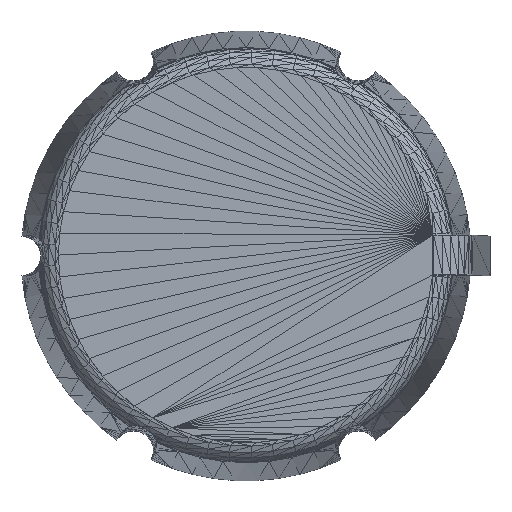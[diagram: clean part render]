
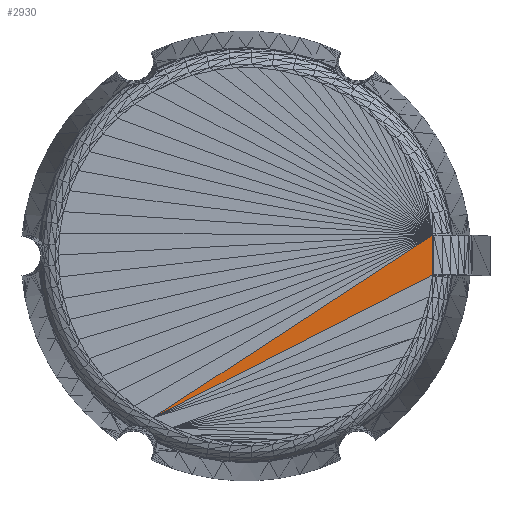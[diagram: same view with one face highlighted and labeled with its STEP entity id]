
A CAD part, top view. The second image highlights one B-rep face of the part: STEP entity #2930.
In plain terms, the highlighted planar face has unit normal (0, 0, 1).
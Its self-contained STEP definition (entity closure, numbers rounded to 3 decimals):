
#60 = VERTEX_POINT('',#61);
#61 = CARTESIAN_POINT('',(4.687,0.5,25.5));
#2185 = VERTEX_POINT('',#2186);
#2186 = CARTESIAN_POINT('',(4.687,-0.5,25.5));
#2193 = EDGE_CURVE('',#60,#2185,#2194,.T.);
#2194 = LINE('',#2195,#2196);
#2195 = CARTESIAN_POINT('',(4.687,0.5,25.5));
#2196 = VECTOR('',#2197,1.);
#2197 = DIRECTION('',(0.,-1.,0.));
#2930 = ADVANCED_FACE('',(#2931),#2948,.T.);
#2931 = FACE_BOUND('',#2932,.T.);
#2932 = EDGE_LOOP('',(#2933,#2941,#2942));
#2933 = ORIENTED_EDGE('',*,*,#2934,.T.);
#2934 = EDGE_CURVE('',#2935,#2185,#2937,.T.);
#2935 = VERTEX_POINT('',#2936);
#2936 = CARTESIAN_POINT('',(-2.342,-4.09,25.5));
#2937 = LINE('',#2938,#2939);
#2938 = CARTESIAN_POINT('',(-2.342,-4.09,25.5));
#2939 = VECTOR('',#2940,1.);
#2940 = DIRECTION('',(0.891,0.455,0.));
#2941 = ORIENTED_EDGE('',*,*,#2193,.F.);
#2942 = ORIENTED_EDGE('',*,*,#2943,.T.);
#2943 = EDGE_CURVE('',#60,#2935,#2944,.T.);
#2944 = LINE('',#2945,#2946);
#2945 = CARTESIAN_POINT('',(4.687,0.5,25.5));
#2946 = VECTOR('',#2947,1.);
#2947 = DIRECTION('',(-0.837,-0.547,0.));
#2948 = PLANE('',#2949);
#2949 = AXIS2_PLACEMENT_3D('',#2950,#2951,#2952);
#2950 = CARTESIAN_POINT('',(1.375,-1.919,25.5));
#2951 = DIRECTION('',(0.,0.,1.));
#2952 = DIRECTION('',(1.,0.,0.));
